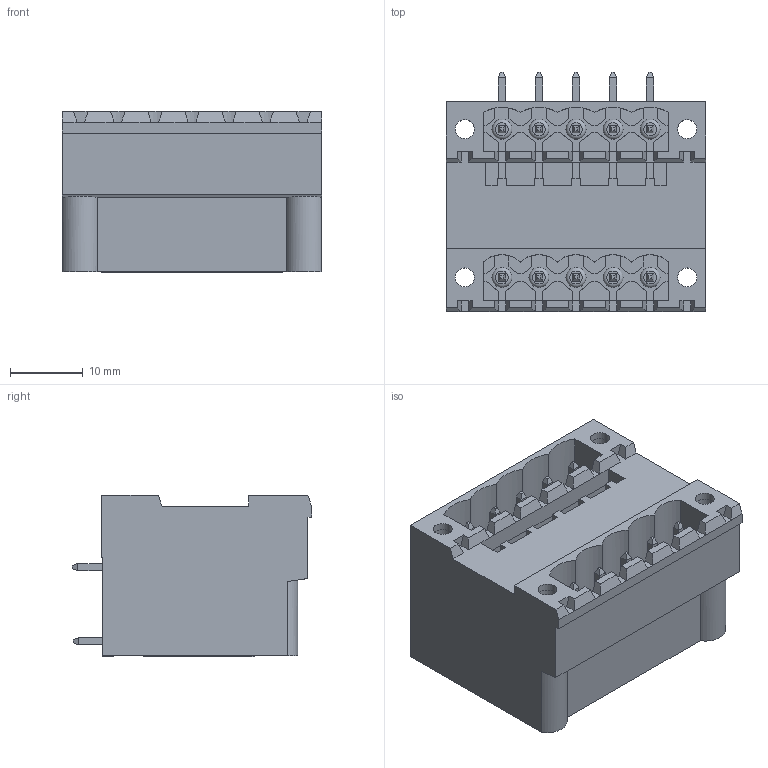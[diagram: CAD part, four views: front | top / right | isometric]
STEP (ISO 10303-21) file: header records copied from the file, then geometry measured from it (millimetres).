
FILE_DESCRIPTION( ( 'Unknown' ), '1' );
FILE_NAME( '691332510010.stp', 'Unknown', ( 'Unknown' ), ( 'Unknown' ), 'PSStep 15.0.49', 'Unknown', ' ' );
FILE_SCHEMA( ( 'AUTOMOTIVE_DESIGN { 1 0 10303 214 1 1 1 1 }' ) );
Length unit declared in the file: millimetre
Products named in the file (6): Assem1; 6913325100xx_PIN; 6913325100xx_PIN LONGUE; 6913325100xx_INSERT; 691333500010_CAPOT; 691333500010
Assembly tree (16 placements, depth 2):
  Assem1
    6913325100xx_PIN  x5
    6913325100xx_PIN LONGUE  x5
    6913325100xx_INSERT  x4
    691333500010_CAPOT
    691333500010
Bounding box: 35.56 x 32.8 x 22.1 mm (x, y, z)
Volume: 8241.3 mm3; surface area: 15781.8 mm2
Topology: 16 solids, 16 shells, 880 faces, 2352 edges, 1528 vertices
Faces by surface type: plane 798, cylinder 64, torus 18
Full cylindrical faces by diameter (mm): 1.7 x8, 2.6 x8, 2.75 x10
Entity records: 28262 total; most frequent: CARTESIAN_POINT 4202, ORIENTED_EDGE 3864, DIRECTION 3514, EDGE_CURVE 1932, LINE 1782, VECTOR 1782, VERTEX_POINT 1290, AXIS2_PLACEMENT_3D 866
